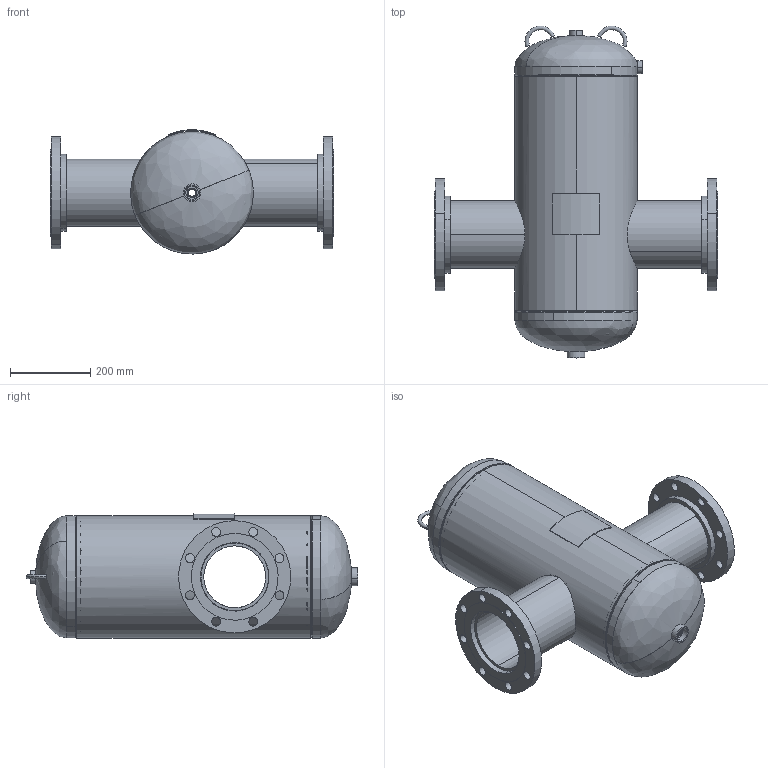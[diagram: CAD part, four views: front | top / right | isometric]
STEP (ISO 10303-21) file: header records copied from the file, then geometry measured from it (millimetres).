
FILE_DESCRIPTION (( 'STEP AP203' ), '1' );
FILE_NAME ('WVNA-6N.STEP', '2021-03-16T18:08:05', ( '' ), ( '' ), 'SwSTEP 2.0', 'SolidWorks 2021', '' );
FILE_SCHEMA (( 'CONFIG_CONTROL_DESIGN' ));
Length unit declared in the file: inch
Products named in the file (11): WVNA-6N; 9600830_12.208" VERT; 9500050; PLUGS_9500150; 9301110_8.625; 99P1013; 9200040; 9461090; 9500030; 9400540
Assembly tree (13 placements, depth 2):
  WVNA-6N
    99P1013
    9200040
    9200040
    9500030  x2
    9500050
    9301110_8.625  x2
    9461090  x2
    9400540  x2
    9600830_12.208" VERT
  PLUGS_9500150
Bounding box: 704.85 x 826.22 x 308.82 mm (x, y, z)
Volume: 5544978 mm3; surface area: 2332010.9 mm2
Topology: 13 solids, 13 shells, 196 faces, 448 edges, 280 vertices
Faces by surface type: cylinder 104, plane 32, torus 28, cone 24, bspline 8
Entity records: 6794 total; most frequent: CARTESIAN_POINT 2054, DIRECTION 830, ORIENTED_EDGE 668, AXIS2_PLACEMENT_3D 366, EDGE_CURVE 334, CIRCLE 212, VERTEX_POINT 204, EDGE_LOOP 180
